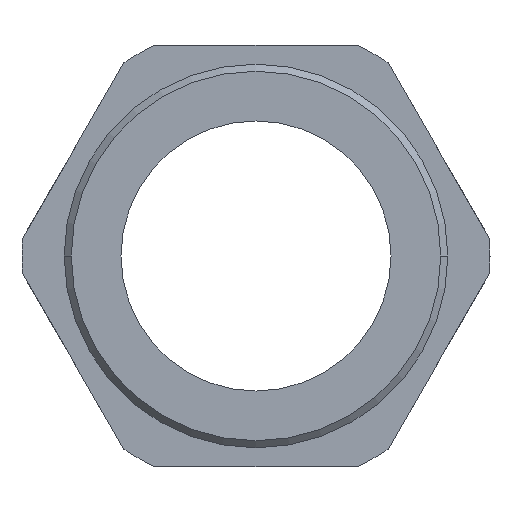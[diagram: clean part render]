
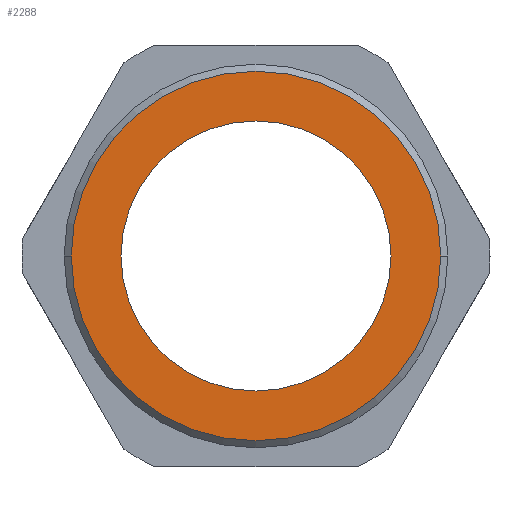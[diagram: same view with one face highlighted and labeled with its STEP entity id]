
A CAD part, front view. The second image highlights one B-rep face of the part: STEP entity #2288.
In plain terms, the highlighted planar face has unit normal (0, -1, 0).
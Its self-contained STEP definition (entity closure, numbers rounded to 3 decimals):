
#850=CARTESIAN_POINT('',(0.,0.,0.));
#851=DIRECTION('',(0.,-1.,0.));
#852=DIRECTION('',(1.,0.,0.));
#853=AXIS2_PLACEMENT_3D('',#850,#851,#852);
#855=CARTESIAN_POINT('',(0.,0.,0.));
#856=DIRECTION('',(0.,-1.,0.));
#857=DIRECTION('',(-1.,0.,0.));
#858=AXIS2_PLACEMENT_3D('',#855,#856,#857);
#860=CARTESIAN_POINT('',(0.,0.,0.));
#861=DIRECTION('',(0.,1.,0.));
#862=DIRECTION('',(1.,0.,0.));
#863=AXIS2_PLACEMENT_3D('',#860,#861,#862);
#865=CARTESIAN_POINT('',(0.,0.,0.));
#866=DIRECTION('',(0.,1.,0.));
#867=DIRECTION('',(-1.,0.,0.));
#868=AXIS2_PLACEMENT_3D('',#865,#866,#867);
#1098=CARTESIAN_POINT('',(17.6,0.,0.));
#1099=VERTEX_POINT('',#1098);
#1100=CARTESIAN_POINT('',(-17.6,0.,0.));
#1101=VERTEX_POINT('',#1100);
#1110=CARTESIAN_POINT('',(24.08,0.,0.));
#1112=VERTEX_POINT('',#1110);
#1114=CARTESIAN_POINT('',(-24.08,0.,0.));
#1116=VERTEX_POINT('',#1114);
#2273=CARTESIAN_POINT('',(17.6,0.,0.));
#2274=DIRECTION('',(0.,-1.,0.));
#2275=DIRECTION('',(1.,0.,0.));
#2276=AXIS2_PLACEMENT_3D('',#2273,#2274,#2275);
#2277=PLANE('',#2276);
#2279=ORIENTED_EDGE('',*,*,#2278,.F.);
#2281=ORIENTED_EDGE('',*,*,#2280,.F.);
#2282=EDGE_LOOP('',(#2279,#2281));
#2283=FACE_OUTER_BOUND('',#2282,.F.);
#2284=ORIENTED_EDGE('',*,*,#2219,.F.);
#2285=ORIENTED_EDGE('',*,*,#2241,.F.);
#2286=EDGE_LOOP('',(#2284,#2285));
#2287=FACE_BOUND('',#2286,.F.);
#2288=ADVANCED_FACE('',(#2283,#2287),#2277,.T.);
#854=CIRCLE('',#853,24.08);
#859=CIRCLE('',#858,24.08);
#864=CIRCLE('',#863,17.6);
#869=CIRCLE('',#868,17.6);
#2219=EDGE_CURVE('',#1099,#1101,#864,.T.);
#2241=EDGE_CURVE('',#1101,#1099,#869,.T.);
#2278=EDGE_CURVE('',#1112,#1116,#854,.T.);
#2280=EDGE_CURVE('',#1116,#1112,#859,.T.);
